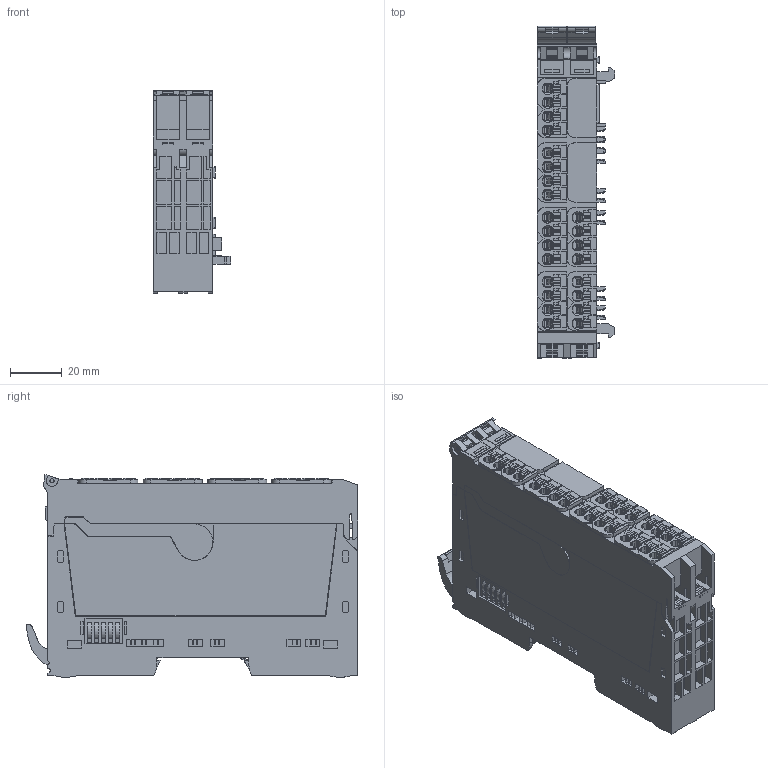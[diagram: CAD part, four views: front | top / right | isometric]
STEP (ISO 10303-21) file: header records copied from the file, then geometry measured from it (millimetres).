
FILE_DESCRIPTION(('CATIA V5 STEP Exchange','CAx-IF Rec.Pracs.--- Model Styling and Organization---1.5--- 2016-08-15','CAx-IF Rec.Pracs.---Supplemental Geometry---1.0---2011-11-01','CAx-IF Rec.Pracs.--- Composite Materials ---1.1---2010-07-15'),'2;1');
FILE_NAME ('D1658430_0', '2025-05-22T08:06:07+00:00', ('none'), ('Weidmueller'), 'CATIA Version 5-6 Release 2022 SP4 HF5', 'CATIA V5 STEP AP214 v3', 'none');
FILE_SCHEMA(('AUTOMOTIVE_DESIGN { 1 0 10303 214 1 1 1 1 }'));
Products named in the file (1): S3D_UR20_PK_3X-PG-WT-BL-RD-WT_PG-WT-BL-WT-BL_PK_2X-NC_PG-WT-WT-WT-WT_PG-RD-RD-BL-BL
Bounding box: 30 x 127.88 x 78.03 mm (x, y, z)
Volume: 195026.9 mm3; surface area: 38766.7 mm2
Topology: 1 solids, 1 shells, 3098 faces, 8957 edges, 5987 vertices
Faces by surface type: plane 2596, cylinder 492, extrusion 10
Entity records: 102907 total; most frequent: CARTESIAN_POINT 21850, ORIENTED_EDGE 17914, DIRECTION 13225, EDGE_CURVE 8957, VECTOR 7631, LINE 7621, VERTEX_POINT 5987, EDGE_LOOP 3246
